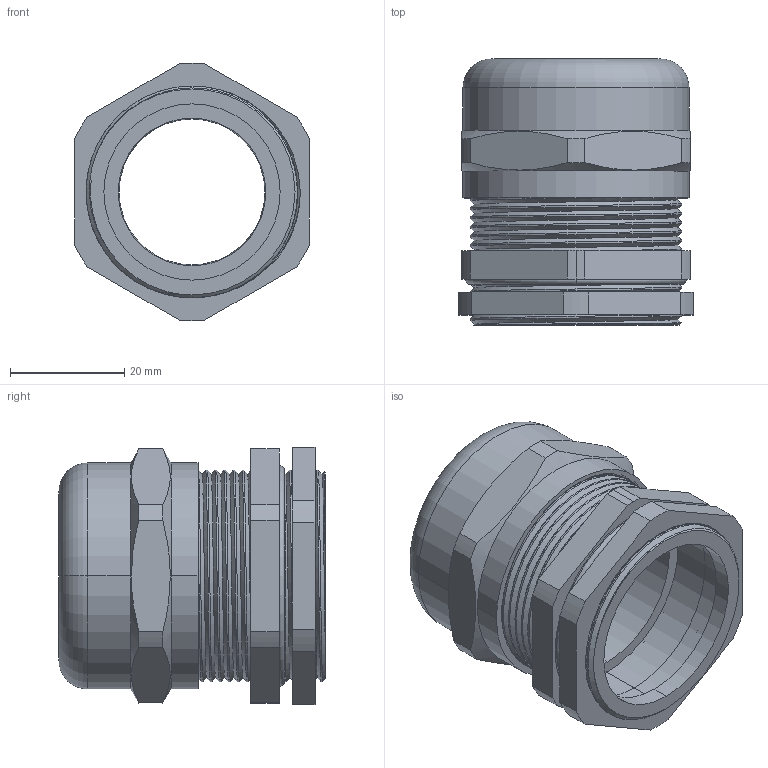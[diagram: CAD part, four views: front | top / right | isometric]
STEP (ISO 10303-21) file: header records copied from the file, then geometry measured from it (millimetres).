
FILE_DESCRIPTION (( 'STEP AP203' ), '1' );
FILE_NAME ('BSBCX-07.step', '2016-02-11T13:29:57', ( '' ), ( '' ), 'SwSTEP 2.0', 'SolidWorks 2015', '' );
FILE_SCHEMA (( 'CONFIG_CONTROL_DESIGN' ));
Length unit declared in the file: millimetre
Products named in the file (1): BSBCX-07
Bounding box: 41 x 46.5 x 44.99 mm (x, y, z)
Volume: 22070.3 mm3; surface area: 28124.1 mm2
Topology: 6 solids, 6 shells, 246 faces, 674 edges, 443 vertices
Faces by surface type: plane 134, cylinder 82, torus 12, cone 9, bspline 9
Entity records: 11177 total; most frequent: CARTESIAN_POINT 4985, ORIENTED_EDGE 1348, DIRECTION 1250, EDGE_CURVE 674, AXIS2_PLACEMENT_3D 459, VERTEX_POINT 443, LINE 332, VECTOR 332
